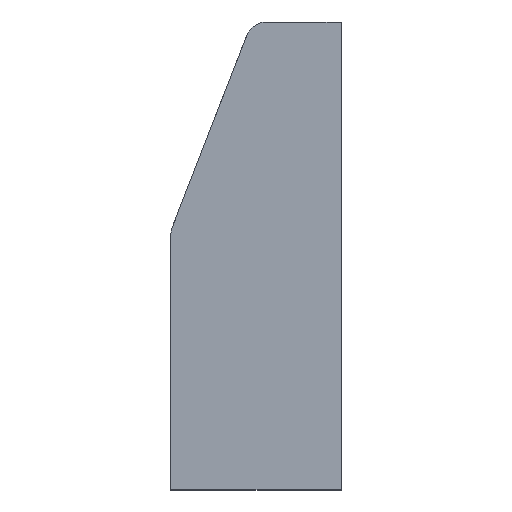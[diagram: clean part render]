
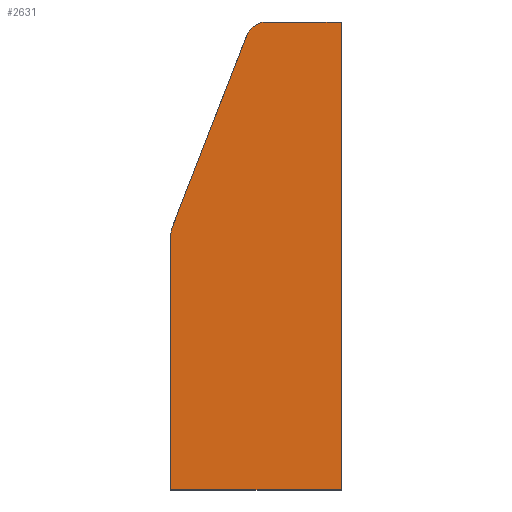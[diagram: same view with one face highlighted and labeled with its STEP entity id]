
A CAD part, front view. The second image highlights one B-rep face of the part: STEP entity #2631.
In plain terms, the highlighted planar face has unit normal (0, -1, 0).
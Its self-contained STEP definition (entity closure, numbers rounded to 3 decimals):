
#72 = PLANE('',#73);
#73 = AXIS2_PLACEMENT_3D('',#74,#75,#76);
#74 = CARTESIAN_POINT('',(-8.,10.,0.));
#75 = DIRECTION('',(0.,0.,1.));
#76 = DIRECTION('',(1.,0.,0.));
#415 = PLANE('',#416);
#416 = AXIS2_PLACEMENT_3D('',#417,#418,#419);
#417 = CARTESIAN_POINT('',(0.,10.,22.));
#418 = DIRECTION('',(0.,0.,-1.));
#419 = DIRECTION('',(-1.,0.,0.));
#506 = CYLINDRICAL_SURFACE('',#507,1.);
#507 = AXIS2_PLACEMENT_3D('',#508,#509,#510);
#508 = CARTESIAN_POINT('',(-3.5,10.,21.));
#509 = DIRECTION('',(0.,1.,0.));
#510 = DIRECTION('',(1.,0.,0.));
#534 = PLANE('',#535);
#535 = AXIS2_PLACEMENT_3D('',#536,#537,#538);
#536 = CARTESIAN_POINT('',(-4.432,10.,21.362));
#537 = DIRECTION('',(0.932,0.,-0.362
    ));
#538 = DIRECTION('',(-0.362,0.,
    -0.932));
#567 = CYLINDRICAL_SURFACE('',#568,1.);
#568 = AXIS2_PLACEMENT_3D('',#569,#570,#571);
#569 = CARTESIAN_POINT('',(-7.,10.,12.));
#570 = DIRECTION('',(0.,1.,0.));
#571 = DIRECTION('',(1.,0.,0.));
#662 = VERTEX_POINT('',#663);
#663 = CARTESIAN_POINT('',(0.,-10.,22.));
#677 = PLANE('',#678);
#678 = AXIS2_PLACEMENT_3D('',#679,#680,#681);
#679 = CARTESIAN_POINT('',(0.,10.,0.));
#680 = DIRECTION('',(-1.,0.,0.));
#681 = DIRECTION('',(0.,0.,1.));
#689 = EDGE_CURVE('',#662,#690,#692,.T.);
#690 = VERTEX_POINT('',#691);
#691 = CARTESIAN_POINT('',(-3.5,-10.,22.));
#692 = SURFACE_CURVE('',#693,(#697,#704),.PCURVE_S1.);
#693 = LINE('',#694,#695);
#694 = CARTESIAN_POINT('',(0.,-10.,22.));
#695 = VECTOR('',#696,1.);
#696 = DIRECTION('',(-1.,0.,0.));
#697 = PCURVE('',#415,#698);
#698 = DEFINITIONAL_REPRESENTATION('',(#699),#703);
#699 = LINE('',#700,#701);
#700 = CARTESIAN_POINT('',(0.,-20.));
#701 = VECTOR('',#702,1.);
#702 = DIRECTION('',(1.,0.));
#703 = ( GEOMETRIC_REPRESENTATION_CONTEXT(2) 
PARAMETRIC_REPRESENTATION_CONTEXT() REPRESENTATION_CONTEXT('2D SPACE',''
  ) );
#704 = PCURVE('',#705,#710);
#705 = PLANE('',#706);
#706 = AXIS2_PLACEMENT_3D('',#707,#708,#709);
#707 = CARTESIAN_POINT('',(0.,-10.,0.));
#708 = DIRECTION('',(0.,1.,0.));
#709 = DIRECTION('',(0.,0.,1.));
#710 = DEFINITIONAL_REPRESENTATION('',(#711),#715);
#711 = LINE('',#712,#713);
#712 = CARTESIAN_POINT('',(22.,0.));
#713 = VECTOR('',#714,1.);
#714 = DIRECTION('',(0.,-1.));
#715 = ( GEOMETRIC_REPRESENTATION_CONTEXT(2) 
PARAMETRIC_REPRESENTATION_CONTEXT() REPRESENTATION_CONTEXT('2D SPACE',''
  ) );
#2074 = VERTEX_POINT('',#2075);
#2075 = CARTESIAN_POINT('',(-8.,-10.,0.));
#2089 = PLANE('',#2090);
#2090 = AXIS2_PLACEMENT_3D('',#2091,#2092,#2093);
#2091 = CARTESIAN_POINT('',(-8.,10.,12.));
#2092 = DIRECTION('',(1.,0.,0.));
#2093 = DIRECTION('',(0.,0.,-1.));
#2101 = EDGE_CURVE('',#2074,#2102,#2104,.T.);
#2102 = VERTEX_POINT('',#2103);
#2103 = CARTESIAN_POINT('',(0.,-10.,0.));
#2104 = SURFACE_CURVE('',#2105,(#2109,#2116),.PCURVE_S1.);
#2105 = LINE('',#2106,#2107);
#2106 = CARTESIAN_POINT('',(-8.,-10.,0.));
#2107 = VECTOR('',#2108,1.);
#2108 = DIRECTION('',(1.,0.,0.));
#2109 = PCURVE('',#72,#2110);
#2110 = DEFINITIONAL_REPRESENTATION('',(#2111),#2115);
#2111 = LINE('',#2112,#2113);
#2112 = CARTESIAN_POINT('',(0.,-20.));
#2113 = VECTOR('',#2114,1.);
#2114 = DIRECTION('',(1.,0.));
#2115 = ( GEOMETRIC_REPRESENTATION_CONTEXT(2) 
PARAMETRIC_REPRESENTATION_CONTEXT() REPRESENTATION_CONTEXT('2D SPACE',''
  ) );
#2116 = PCURVE('',#705,#2117);
#2117 = DEFINITIONAL_REPRESENTATION('',(#2118),#2122);
#2118 = LINE('',#2119,#2120);
#2119 = CARTESIAN_POINT('',(0.,-8.));
#2120 = VECTOR('',#2121,1.);
#2121 = DIRECTION('',(0.,1.));
#2122 = ( GEOMETRIC_REPRESENTATION_CONTEXT(2) 
PARAMETRIC_REPRESENTATION_CONTEXT() REPRESENTATION_CONTEXT('2D SPACE',''
  ) );
#2256 = EDGE_CURVE('',#690,#2257,#2259,.T.);
#2257 = VERTEX_POINT('',#2258);
#2258 = CARTESIAN_POINT('',(-4.432,-10.,21.362));
#2259 = SURFACE_CURVE('',#2260,(#2265,#2272),.PCURVE_S1.);
#2260 = CIRCLE('',#2261,1.);
#2261 = AXIS2_PLACEMENT_3D('',#2262,#2263,#2264);
#2262 = CARTESIAN_POINT('',(-3.5,-10.,21.));
#2263 = DIRECTION('',(0.,-1.,0.));
#2264 = DIRECTION('',(1.,0.,0.));
#2265 = PCURVE('',#506,#2266);
#2266 = DEFINITIONAL_REPRESENTATION('',(#2267),#2271);
#2267 = LINE('',#2268,#2269);
#2268 = CARTESIAN_POINT('',(0.,-20.));
#2269 = VECTOR('',#2270,1.);
#2270 = DIRECTION('',(-1.,0.));
#2271 = ( GEOMETRIC_REPRESENTATION_CONTEXT(2) 
PARAMETRIC_REPRESENTATION_CONTEXT() REPRESENTATION_CONTEXT('2D SPACE',''
  ) );
#2272 = PCURVE('',#705,#2273);
#2273 = DEFINITIONAL_REPRESENTATION('',(#2274),#2282);
#2274 = ( BOUNDED_CURVE() B_SPLINE_CURVE(2,(#2275,#2276,#2277,#2278,
#2279,#2280,#2281),.UNSPECIFIED.,.F.,.F.) B_SPLINE_CURVE_WITH_KNOTS((1,2
    ,2,2,2,1),(-2.094,0.,2.094,4.189,
6.283,8.378),.UNSPECIFIED.) CURVE() 
GEOMETRIC_REPRESENTATION_ITEM() RATIONAL_B_SPLINE_CURVE((1.,0.5,1.,0.5,
1.,0.5,1.)) REPRESENTATION_ITEM('') );
#2275 = CARTESIAN_POINT('',(21.,-2.5));
#2276 = CARTESIAN_POINT('',(22.732,-2.5));
#2277 = CARTESIAN_POINT('',(21.866,-4.));
#2278 = CARTESIAN_POINT('',(21.,-5.5));
#2279 = CARTESIAN_POINT('',(20.134,-4.));
#2280 = CARTESIAN_POINT('',(19.268,-2.5));
#2281 = CARTESIAN_POINT('',(21.,-2.5));
#2282 = ( GEOMETRIC_REPRESENTATION_CONTEXT(2) 
PARAMETRIC_REPRESENTATION_CONTEXT() REPRESENTATION_CONTEXT('2D SPACE',''
  ) );
#2310 = EDGE_CURVE('',#2257,#2311,#2313,.T.);
#2311 = VERTEX_POINT('',#2312);
#2312 = CARTESIAN_POINT('',(-7.932,-10.,12.362));
#2313 = SURFACE_CURVE('',#2314,(#2318,#2325),.PCURVE_S1.);
#2314 = LINE('',#2315,#2316);
#2315 = CARTESIAN_POINT('',(-4.432,-10.,21.362));
#2316 = VECTOR('',#2317,1.);
#2317 = DIRECTION('',(-0.362,0.,
    -0.932));
#2318 = PCURVE('',#534,#2319);
#2319 = DEFINITIONAL_REPRESENTATION('',(#2320),#2324);
#2320 = LINE('',#2321,#2322);
#2321 = CARTESIAN_POINT('',(0.,-20.));
#2322 = VECTOR('',#2323,1.);
#2323 = DIRECTION('',(1.,0.));
#2324 = ( GEOMETRIC_REPRESENTATION_CONTEXT(2) 
PARAMETRIC_REPRESENTATION_CONTEXT() REPRESENTATION_CONTEXT('2D SPACE',''
  ) );
#2325 = PCURVE('',#705,#2326);
#2326 = DEFINITIONAL_REPRESENTATION('',(#2327),#2331);
#2327 = LINE('',#2328,#2329);
#2328 = CARTESIAN_POINT('',(21.362,-4.432));
#2329 = VECTOR('',#2330,1.);
#2330 = DIRECTION('',(-0.932,-0.362));
#2331 = ( GEOMETRIC_REPRESENTATION_CONTEXT(2) 
PARAMETRIC_REPRESENTATION_CONTEXT() REPRESENTATION_CONTEXT('2D SPACE',''
  ) );
#2455 = EDGE_CURVE('',#2311,#2456,#2458,.T.);
#2456 = VERTEX_POINT('',#2457);
#2457 = CARTESIAN_POINT('',(-8.,-10.,12.));
#2458 = SURFACE_CURVE('',#2459,(#2464,#2471),.PCURVE_S1.);
#2459 = CIRCLE('',#2460,1.);
#2460 = AXIS2_PLACEMENT_3D('',#2461,#2462,#2463);
#2461 = CARTESIAN_POINT('',(-7.,-10.,12.));
#2462 = DIRECTION('',(0.,-1.,0.));
#2463 = DIRECTION('',(1.,0.,0.));
#2464 = PCURVE('',#567,#2465);
#2465 = DEFINITIONAL_REPRESENTATION('',(#2466),#2470);
#2466 = LINE('',#2467,#2468);
#2467 = CARTESIAN_POINT('',(0.,-20.));
#2468 = VECTOR('',#2469,1.);
#2469 = DIRECTION('',(-1.,0.));
#2470 = ( GEOMETRIC_REPRESENTATION_CONTEXT(2) 
PARAMETRIC_REPRESENTATION_CONTEXT() REPRESENTATION_CONTEXT('2D SPACE',''
  ) );
#2471 = PCURVE('',#705,#2472);
#2472 = DEFINITIONAL_REPRESENTATION('',(#2473),#2481);
#2473 = ( BOUNDED_CURVE() B_SPLINE_CURVE(2,(#2474,#2475,#2476,#2477,
#2478,#2479,#2480),.UNSPECIFIED.,.T.,.F.) B_SPLINE_CURVE_WITH_KNOTS((1,2
    ,2,2,2,1),(-2.094,0.,2.094,4.189,
6.283,8.378),.UNSPECIFIED.) CURVE() 
GEOMETRIC_REPRESENTATION_ITEM() RATIONAL_B_SPLINE_CURVE((1.,0.5,1.,0.5,
1.,0.5,1.)) REPRESENTATION_ITEM('') );
#2474 = CARTESIAN_POINT('',(12.,-6.));
#2475 = CARTESIAN_POINT('',(13.732,-6.));
#2476 = CARTESIAN_POINT('',(12.866,-7.5));
#2477 = CARTESIAN_POINT('',(12.,-9.));
#2478 = CARTESIAN_POINT('',(11.134,-7.5));
#2479 = CARTESIAN_POINT('',(10.268,-6.));
#2480 = CARTESIAN_POINT('',(12.,-6.));
#2481 = ( GEOMETRIC_REPRESENTATION_CONTEXT(2) 
PARAMETRIC_REPRESENTATION_CONTEXT() REPRESENTATION_CONTEXT('2D SPACE',''
  ) );
#2631 = ADVANCED_FACE('',(#2632),#705,.F.);
#2632 = FACE_BOUND('',#2633,.T.);
#2633 = EDGE_LOOP('',(#2634,#2655,#2656,#2657,#2658,#2659,#2680));
#2634 = ORIENTED_EDGE('',*,*,#2635,.T.);
#2635 = EDGE_CURVE('',#2102,#662,#2636,.T.);
#2636 = SURFACE_CURVE('',#2637,(#2641,#2648),.PCURVE_S1.);
#2637 = LINE('',#2638,#2639);
#2638 = CARTESIAN_POINT('',(0.,-10.,0.));
#2639 = VECTOR('',#2640,1.);
#2640 = DIRECTION('',(0.,0.,1.));
#2641 = PCURVE('',#705,#2642);
#2642 = DEFINITIONAL_REPRESENTATION('',(#2643),#2647);
#2643 = LINE('',#2644,#2645);
#2644 = CARTESIAN_POINT('',(0.,0.));
#2645 = VECTOR('',#2646,1.);
#2646 = DIRECTION('',(1.,0.));
#2647 = ( GEOMETRIC_REPRESENTATION_CONTEXT(2) 
PARAMETRIC_REPRESENTATION_CONTEXT() REPRESENTATION_CONTEXT('2D SPACE',''
  ) );
#2648 = PCURVE('',#677,#2649);
#2649 = DEFINITIONAL_REPRESENTATION('',(#2650),#2654);
#2650 = LINE('',#2651,#2652);
#2651 = CARTESIAN_POINT('',(0.,-20.));
#2652 = VECTOR('',#2653,1.);
#2653 = DIRECTION('',(1.,0.));
#2654 = ( GEOMETRIC_REPRESENTATION_CONTEXT(2) 
PARAMETRIC_REPRESENTATION_CONTEXT() REPRESENTATION_CONTEXT('2D SPACE',''
  ) );
#2655 = ORIENTED_EDGE('',*,*,#689,.T.);
#2656 = ORIENTED_EDGE('',*,*,#2256,.T.);
#2657 = ORIENTED_EDGE('',*,*,#2310,.T.);
#2658 = ORIENTED_EDGE('',*,*,#2455,.T.);
#2659 = ORIENTED_EDGE('',*,*,#2660,.T.);
#2660 = EDGE_CURVE('',#2456,#2074,#2661,.T.);
#2661 = SURFACE_CURVE('',#2662,(#2666,#2673),.PCURVE_S1.);
#2662 = LINE('',#2663,#2664);
#2663 = CARTESIAN_POINT('',(-8.,-10.,12.));
#2664 = VECTOR('',#2665,1.);
#2665 = DIRECTION('',(0.,0.,-1.));
#2666 = PCURVE('',#705,#2667);
#2667 = DEFINITIONAL_REPRESENTATION('',(#2668),#2672);
#2668 = LINE('',#2669,#2670);
#2669 = CARTESIAN_POINT('',(12.,-8.));
#2670 = VECTOR('',#2671,1.);
#2671 = DIRECTION('',(-1.,0.));
#2672 = ( GEOMETRIC_REPRESENTATION_CONTEXT(2) 
PARAMETRIC_REPRESENTATION_CONTEXT() REPRESENTATION_CONTEXT('2D SPACE',''
  ) );
#2673 = PCURVE('',#2089,#2674);
#2674 = DEFINITIONAL_REPRESENTATION('',(#2675),#2679);
#2675 = LINE('',#2676,#2677);
#2676 = CARTESIAN_POINT('',(0.,-20.));
#2677 = VECTOR('',#2678,1.);
#2678 = DIRECTION('',(1.,0.));
#2679 = ( GEOMETRIC_REPRESENTATION_CONTEXT(2) 
PARAMETRIC_REPRESENTATION_CONTEXT() REPRESENTATION_CONTEXT('2D SPACE',''
  ) );
#2680 = ORIENTED_EDGE('',*,*,#2101,.T.);
